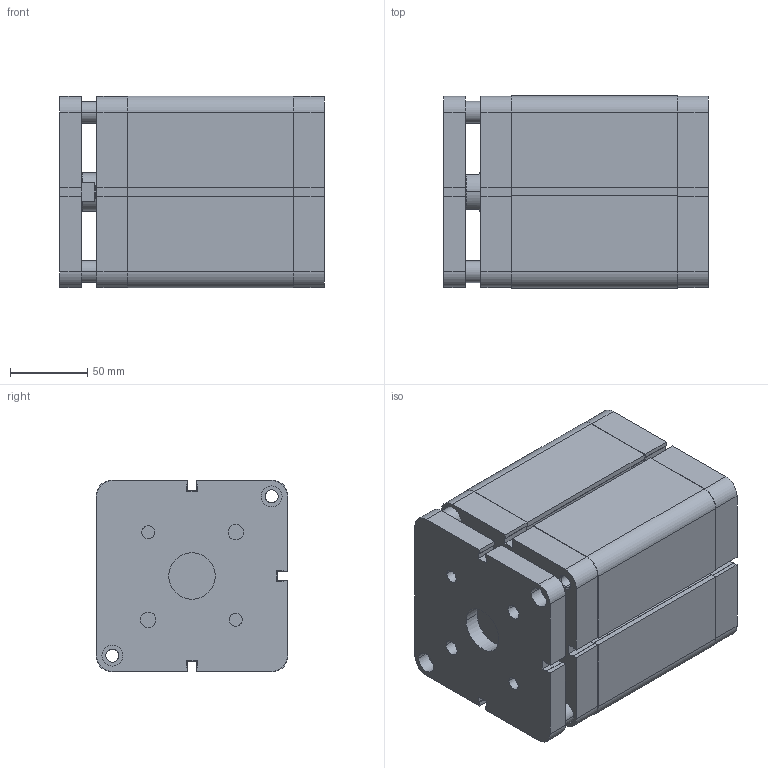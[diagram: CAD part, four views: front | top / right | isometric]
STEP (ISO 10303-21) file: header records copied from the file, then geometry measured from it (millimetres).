
FILE_DESCRIPTION (( 'STEP AP214' ), '1' );
FILE_NAME ('PKY 100-80 CYLINDER.STEP', '2010-08-06T07:30:37', ( '' ), ( '' ), 'SwSTEP 2.0', 'SolidWorks 2010', '' );
FILE_SCHEMA (( 'AUTOMOTIVE_DESIGN' ));
Length unit declared in the file: millimetre
Products named in the file (6): 茿P 100  PK ARKA  KAPAK.; 茿P 100 ''L躃 Kompakt BORUSU; 茿P 100 ''L軰 PK 諲 KAPAK ; ÇAP 100  MÝLLERÝ; ÇAP 100  PKY BAÐ. BRAKETÝ.; PKY  100-80  CYLINDER
Assembly tree (5 placements, depth 2):
  PKY  100-80  CYLINDER
    茿P 100 ''L躃 Kompakt BORUSU
    茿P 100 ''L軰 PK 諲 KAPAK 
    ÇAP 100  MÝLLERÝ
    茿P 100  PK ARKA  KAPAK.
    ÇAP 100  PKY BAÐ. BRAKETÝ.
Bounding box: 171 x 124 x 124 mm (x, y, z)
Volume: 1760888 mm3; surface area: 304968.9 mm2
Topology: 5 solids, 5 shells, 252 faces, 670 edges, 438 vertices
Faces by surface type: plane 137, cylinder 90, cone 25
Entity records: 8449 total; most frequent: DIRECTION 1387, CARTESIAN_POINT 1384, ORIENTED_EDGE 1336, EDGE_CURVE 668, AXIS2_PLACEMENT_3D 465, VECTOR 457, LINE 457, VERTEX_POINT 438
